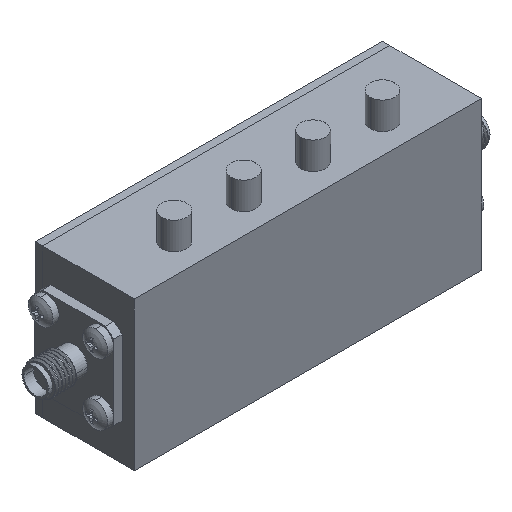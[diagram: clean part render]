
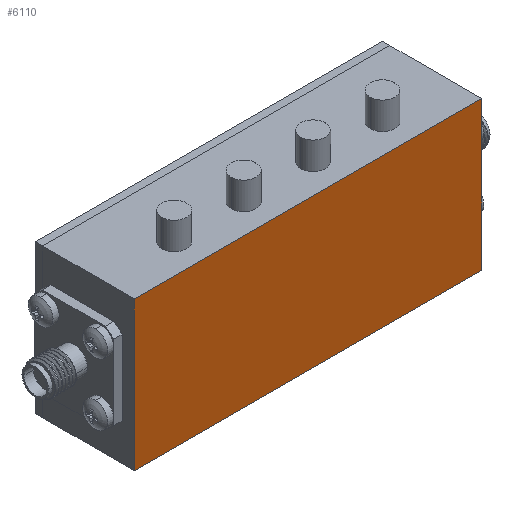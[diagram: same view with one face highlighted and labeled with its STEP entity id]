
A CAD part, isometric view. The second image highlights one B-rep face of the part: STEP entity #6110.
In plain terms, the highlighted planar face has unit normal (0, -1, 0).
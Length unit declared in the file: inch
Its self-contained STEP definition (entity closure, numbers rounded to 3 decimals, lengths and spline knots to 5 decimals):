
#36 = CARTESIAN_POINT ( 'NONE',  ( 0., 0., 0. ) ) ;
#208 = DIRECTION ( 'NONE',  ( -1., 0., 0. ) ) ;
#228 = CARTESIAN_POINT ( 'NONE',  ( -1.37795, 0., 0.59055 ) ) ;
#286 = LINE ( 'NONE', #228, #5510 ) ;
#499 = VERTEX_POINT ( 'NONE', #4320 ) ;
#705 = DIRECTION ( 'NONE',  ( 1., 0., 0. ) ) ;
#946 = CARTESIAN_POINT ( 'NONE',  ( 1.37795, 0., -0.59055 ) ) ;
#1495 = DIRECTION ( 'NONE',  ( 0., 0., -1. ) ) ;
#1595 = DIRECTION ( 'NONE',  ( 0., 1., 0. ) ) ;
#1691 = LINE ( 'NONE', #2708, #2743 ) ;
#1703 = VERTEX_POINT ( 'NONE', #1793 ) ;
#1713 = EDGE_CURVE ( 'NONE', #1703, #499, #4591, .T. ) ;
#1746 = VERTEX_POINT ( 'NONE', #3875 ) ;
#1793 = CARTESIAN_POINT ( 'NONE',  ( 1.37795, 0., -0.59055 ) ) ;
#1905 = EDGE_LOOP ( 'NONE', ( #3957, #2301, #2771, #5815 ) ) ;
#2301 = ORIENTED_EDGE ( 'NONE', *, *, #1713, .F. ) ;
#2708 = CARTESIAN_POINT ( 'NONE',  ( -1.37795, 0., -0.59055 ) ) ;
#2743 = VECTOR ( 'NONE', #5130, 39.37008 ) ;
#2771 = ORIENTED_EDGE ( 'NONE', *, *, #5162, .F. ) ;
#3075 = FACE_OUTER_BOUND ( 'NONE', #1905, .T. ) ;
#3151 = CARTESIAN_POINT ( 'NONE',  ( -1.37795, 0., -0.59055 ) ) ;
#3875 = CARTESIAN_POINT ( 'NONE',  ( 1.37795, 0., 0.59055 ) ) ;
#3957 = ORIENTED_EDGE ( 'NONE', *, *, #6284, .F. ) ;
#3971 = DIRECTION ( 'NONE',  ( 1., 0., 0. ) ) ;
#4320 = CARTESIAN_POINT ( 'NONE',  ( -1.37795, 0., -0.59055 ) ) ;
#4348 = LINE ( 'NONE', #946, #4513 ) ;
#4387 = PLANE ( 'NONE',  #5615 ) ;
#4479 = CARTESIAN_POINT ( 'NONE',  ( -1.37795, 0., 0.59055 ) ) ;
#4513 = VECTOR ( 'NONE', #1495, 39.37008 ) ;
#4591 = LINE ( 'NONE', #3151, #5791 ) ;
#4831 = VERTEX_POINT ( 'NONE', #4479 ) ;
#5130 = DIRECTION ( 'NONE',  ( 0., 0., 1. ) ) ;
#5162 = EDGE_CURVE ( 'NONE', #1746, #1703, #4348, .T. ) ;
#5510 = VECTOR ( 'NONE', #705, 39.37008 ) ;
#5615 = AXIS2_PLACEMENT_3D ( 'NONE', #36, #1595, #3971 ) ;
#5791 = VECTOR ( 'NONE', #208, 39.37008 ) ;
#5815 = ORIENTED_EDGE ( 'NONE', *, *, #6248, .F. ) ;
#6110 = ADVANCED_FACE ( 'NONE', ( #3075 ), #4387, .F. ) ;
#6248 = EDGE_CURVE ( 'NONE', #4831, #1746, #286, .T. ) ;
#6284 = EDGE_CURVE ( 'NONE', #499, #4831, #1691, .T. ) ;
